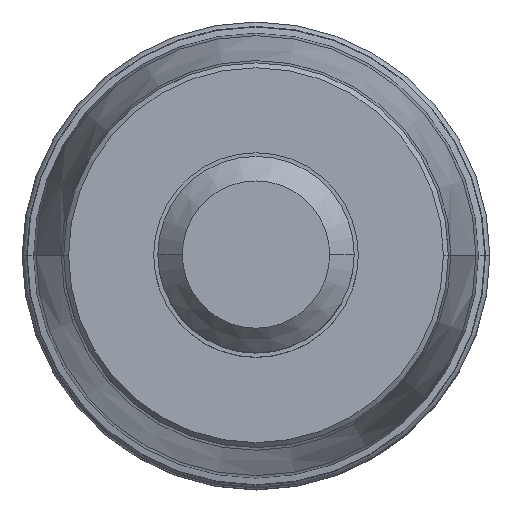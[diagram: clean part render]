
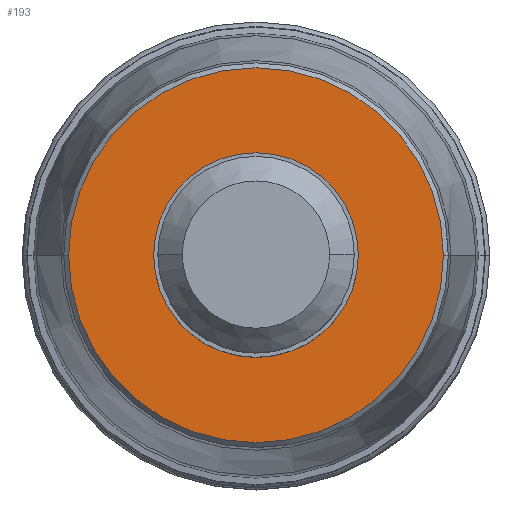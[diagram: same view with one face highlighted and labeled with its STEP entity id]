
A CAD part, top view. The second image highlights one B-rep face of the part: STEP entity #193.
In plain terms, the highlighted planar face has unit normal (0, 0, 1).
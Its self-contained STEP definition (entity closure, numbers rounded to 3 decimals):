
#29=PLANE('',#1619);
#35=FACE_BOUND('',#381,.T.);
#36=FACE_BOUND('',#382,.T.);
#193=ADVANCED_FACE('',(#35,#36),#29,.F.);
#381=EDGE_LOOP('',(#647,#648,#649,#650));
#382=EDGE_LOOP('',(#651,#652));
#647=ORIENTED_EDGE('',*,*,#1024,.T.);
#648=ORIENTED_EDGE('',*,*,#1028,.T.);
#649=ORIENTED_EDGE('',*,*,#1027,.T.);
#650=ORIENTED_EDGE('',*,*,#1025,.T.);
#651=ORIENTED_EDGE('',*,*,#1029,.T.);
#652=ORIENTED_EDGE('',*,*,#1030,.T.);
#863=VERTEX_POINT('',#3291);
#864=VERTEX_POINT('',#3293);
#865=VERTEX_POINT('',#3295);
#866=VERTEX_POINT('',#3299);
#867=VERTEX_POINT('',#3303);
#868=VERTEX_POINT('',#3304);
#1024=EDGE_CURVE('',#864,#863,#1235,.T.);
#1025=EDGE_CURVE('',#865,#864,#1236,.T.);
#1027=EDGE_CURVE('',#866,#865,#1237,.T.);
#1028=EDGE_CURVE('',#863,#866,#1238,.T.);
#1029=EDGE_CURVE('',#867,#868,#1239,.T.);
#1030=EDGE_CURVE('',#868,#867,#1240,.T.);
#1235=CIRCLE('',#1611,11.45);
#1236=CIRCLE('',#1612,11.45);
#1237=CIRCLE('',#1614,11.45);
#1238=CIRCLE('',#1615,11.45);
#1239=CIRCLE('',#1617,6.25);
#1240=CIRCLE('',#1618,6.25);
#1611=AXIS2_PLACEMENT_3D('',#3292,#1979,#1980);
#1612=AXIS2_PLACEMENT_3D('',#3294,#1981,#1982);
#1614=AXIS2_PLACEMENT_3D('',#3298,#1986,#1987);
#1615=AXIS2_PLACEMENT_3D('',#3300,#1988,#1989);
#1617=AXIS2_PLACEMENT_3D('',#3302,#1992,#1993);
#1618=AXIS2_PLACEMENT_3D('',#3305,#1994,#1995);
#1619=AXIS2_PLACEMENT_3D('',#3306,#1996,#1997);
#1979=DIRECTION('',(0.,0.,1.));
#1980=DIRECTION('',(0.,1.,0.));
#1981=DIRECTION('',(0.,0.,1.));
#1982=DIRECTION('',(1.,0.,0.));
#1986=DIRECTION('',(0.,0.,1.));
#1987=DIRECTION('',(0.,-1.,0.));
#1988=DIRECTION('',(0.,0.,1.));
#1989=DIRECTION('',(-1.,0.,0.));
#1992=DIRECTION('',(0.,0.,-1.));
#1993=DIRECTION('',(-1.,0.,0.));
#1994=DIRECTION('',(0.,0.,-1.));
#1995=DIRECTION('',(1.,0.,0.));
#1996=DIRECTION('',(0.,0.,-1.));
#1997=DIRECTION('',(1.,0.,0.));
#3291=CARTESIAN_POINT('',(-11.45,0.,0.));
#3292=CARTESIAN_POINT('',(0.,0.,0.));
#3293=CARTESIAN_POINT('',(0.,11.45,0.));
#3294=CARTESIAN_POINT('',(0.,0.,0.));
#3295=CARTESIAN_POINT('',(11.45,0.,0.));
#3298=CARTESIAN_POINT('',(0.,0.,0.));
#3299=CARTESIAN_POINT('',(0.,-11.45,0.));
#3300=CARTESIAN_POINT('',(0.,0.,0.));
#3302=CARTESIAN_POINT('',(0.,0.,0.));
#3303=CARTESIAN_POINT('',(-6.25,0.,0.));
#3304=CARTESIAN_POINT('',(6.25,0.,0.));
#3305=CARTESIAN_POINT('',(0.,0.,0.));
#3306=CARTESIAN_POINT('',(0.,0.,0.));
